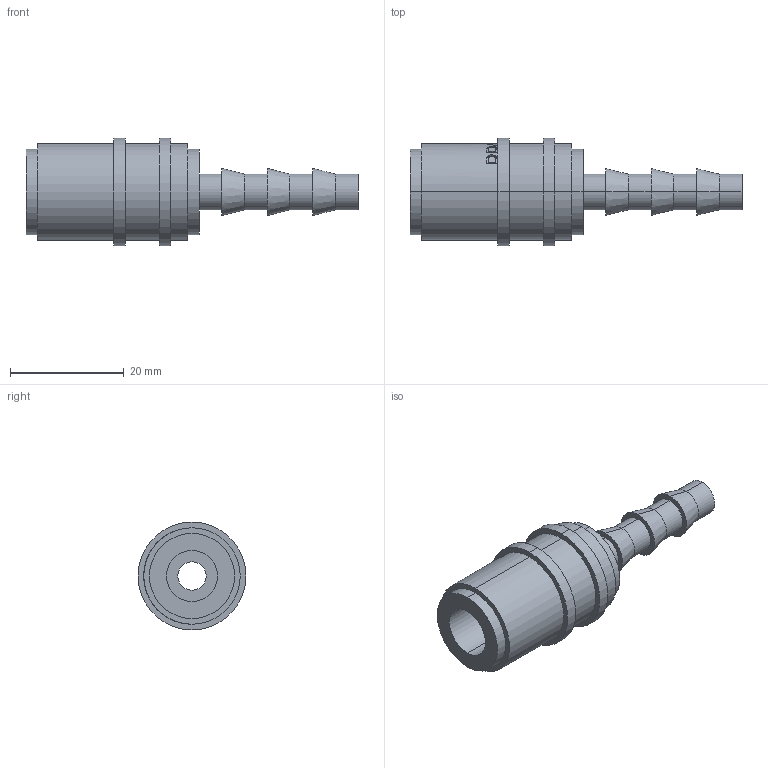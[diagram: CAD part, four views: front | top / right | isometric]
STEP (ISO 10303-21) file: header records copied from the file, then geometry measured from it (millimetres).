
FILE_DESCRIPTION (( 'STEP AP203' ), '1' );
FILE_NAME ('2994.STEP', '2022-08-05T10:32:36', ( '' ), ( '' ), 'SwSTEP 2.0', 'SolidWorks 2019', '' );
FILE_SCHEMA (( 'CONFIG_CONTROL_DESIGN' ));
Length unit declared in the file: millimetre
Products named in the file (1): 2994
Bounding box: 58.5 x 19 x 19 mm (x, y, z)
Volume: 6128.1 mm3; surface area: 4092.7 mm2
Topology: 1 solids, 1 shells, 140 faces, 356 edges, 228 vertices
Faces by surface type: cylinder 47, plane 45, bspline 42, cone 6
Entity records: 9039 total; most frequent: CARTESIAN_POINT 5889, ORIENTED_EDGE 712, DIRECTION 522, EDGE_CURVE 356, VERTEX_POINT 228, AXIS2_PLACEMENT_3D 219, EDGE_LOOP 156, B_SPLINE_CURVE_WITH_KNOTS 152
